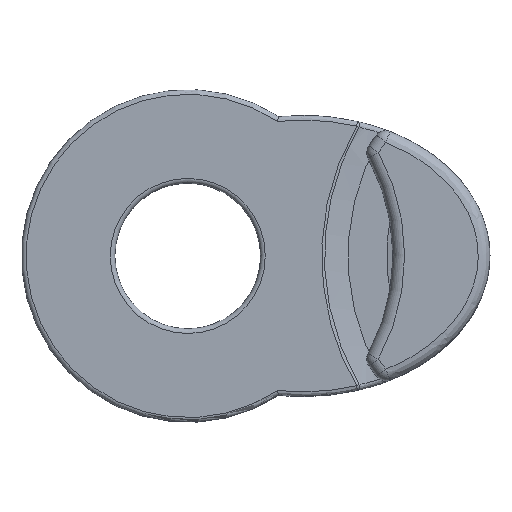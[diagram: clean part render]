
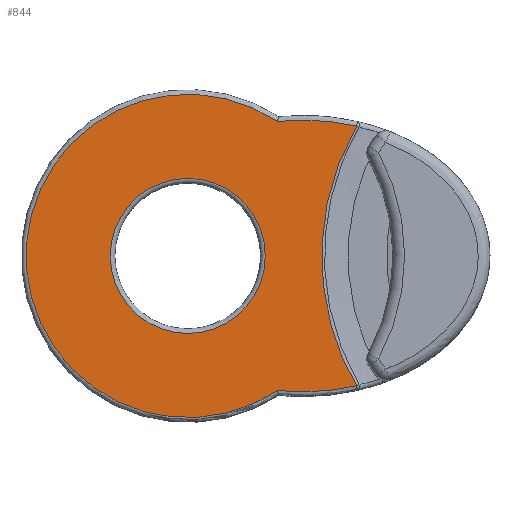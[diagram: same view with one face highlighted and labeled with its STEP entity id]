
A CAD part, top view. The second image highlights one B-rep face of the part: STEP entity #844.
In plain terms, the highlighted planar face has unit normal (0, 0, 1).
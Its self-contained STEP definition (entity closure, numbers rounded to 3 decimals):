
#32=FACE_BOUND('',#167,.T.);
#34=PLANE('',#926);
#103=FACE_OUTER_BOUND('',#166,.T.);
#166=EDGE_LOOP('',(#609,#610,#611,#612));
#167=EDGE_LOOP('',(#613));
#221=B_SPLINE_CURVE_WITH_KNOTS('',3,(#1475,#1476,#1477,#1478),
 .UNSPECIFIED.,.F.,.F.,(4,4),(4.295,4.636),
 .UNSPECIFIED.);
#224=B_SPLINE_CURVE_WITH_KNOTS('',3,(#1574,#1575,#1576,#1577),
 .UNSPECIFIED.,.F.,.F.,(4,4),(3.955,4.295),
 .UNSPECIFIED.);
#226=B_SPLINE_CURVE_WITH_KNOTS('',3,(#1606,#1607,#1608,#1609,#1610),
 .UNSPECIFIED.,.F.,.F.,(4,1,4),(-1.161,-0.497,0.),
 .UNSPECIFIED.);
#265=CIRCLE('',#916,6.9);
#273=CIRCLE('',#927,3.308);
#344=VERTEX_POINT('',#1472);
#345=VERTEX_POINT('',#1474);
#346=VERTEX_POINT('',#1514);
#347=VERTEX_POINT('',#1573);
#365=VERTEX_POINT('',#1885);
#423=EDGE_CURVE('',#344,#345,#221,.T.);
#425=EDGE_CURVE('',#345,#346,#265,.T.);
#427=EDGE_CURVE('',#346,#347,#224,.T.);
#431=EDGE_CURVE('',#347,#344,#226,.T.);
#453=EDGE_CURVE('',#365,#365,#273,.T.);
#609=ORIENTED_EDGE('',*,*,#423,.F.);
#610=ORIENTED_EDGE('',*,*,#431,.F.);
#611=ORIENTED_EDGE('',*,*,#427,.F.);
#612=ORIENTED_EDGE('',*,*,#425,.F.);
#613=ORIENTED_EDGE('',*,*,#453,.F.);
#844=ADVANCED_FACE('',(#103,#32),#34,.T.);
#916=AXIS2_PLACEMENT_3D('',#1515,#1041,#1042);
#926=AXIS2_PLACEMENT_3D('',#1884,#1063,#1064);
#927=AXIS2_PLACEMENT_3D('',#1886,#1065,#1066);
#1041=DIRECTION('center_axis',(0.,0.,-1.));
#1042=DIRECTION('ref_axis',(-1.,0.,0.));
#1063=DIRECTION('center_axis',(0.,0.,1.));
#1064=DIRECTION('ref_axis',(1.,0.,0.));
#1065=DIRECTION('center_axis',(0.,0.,1.));
#1066=DIRECTION('ref_axis',(1.,0.,0.));
#1472=CARTESIAN_POINT('',(14.306,-18.44,1.992));
#1474=CARTESIAN_POINT('',(10.923,-18.644,1.992));
#1475=CARTESIAN_POINT('Ctrl Pts',(14.306,-18.44,1.992));
#1476=CARTESIAN_POINT('Ctrl Pts',(13.2,-18.695,1.992));
#1477=CARTESIAN_POINT('Ctrl Pts',(12.052,-18.762,1.992));
#1478=CARTESIAN_POINT('Ctrl Pts',(10.923,-18.644,1.992));
#1514=CARTESIAN_POINT('',(10.923,-7.156,1.992));
#1515=CARTESIAN_POINT('Origin',(7.1,-12.9,1.992));
#1573=CARTESIAN_POINT('',(14.306,-7.36,1.992));
#1574=CARTESIAN_POINT('Ctrl Pts',(10.923,-7.156,1.992));
#1575=CARTESIAN_POINT('Ctrl Pts',(12.052,-7.038,1.992));
#1576=CARTESIAN_POINT('Ctrl Pts',(13.2,-7.105,1.992));
#1577=CARTESIAN_POINT('Ctrl Pts',(14.306,-7.36,1.992));
#1606=CARTESIAN_POINT('Ctrl Pts',(14.306,-7.36,1.992));
#1607=CARTESIAN_POINT('Ctrl Pts',(13.196,-9.272,1.992));
#1608=CARTESIAN_POINT('Ctrl Pts',(12.295,-13.214,1.992));
#1609=CARTESIAN_POINT('Ctrl Pts',(13.474,-17.006,1.992));
#1610=CARTESIAN_POINT('Ctrl Pts',(14.306,-18.44,1.992));
#1884=CARTESIAN_POINT('Origin',(7.1,-12.9,1.992));
#1885=CARTESIAN_POINT('',(10.408,-12.9,1.992));
#1886=CARTESIAN_POINT('Origin',(7.1,-12.9,1.992));
